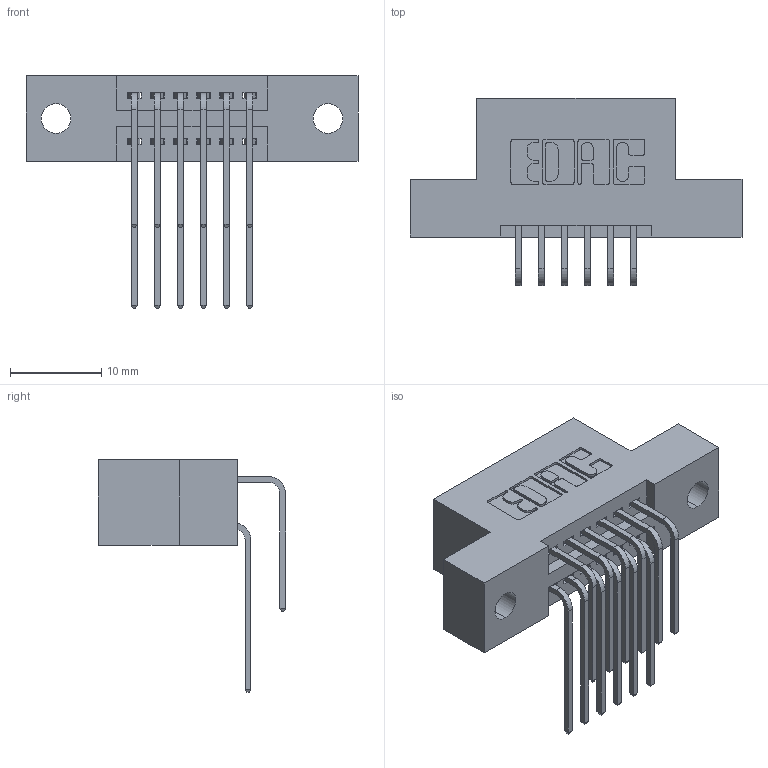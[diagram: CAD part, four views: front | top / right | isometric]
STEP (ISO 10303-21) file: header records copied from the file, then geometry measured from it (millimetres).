
FILE_DESCRIPTION (( 'STEP AP203' ), '1' );
FILE_NAME ('345-012-559-202.STEP', '2019-10-26T17:02:11', ( '' ), ( '' ), 'SwSTEP 2.0', 'SolidWorks 2016', '' );
FILE_SCHEMA (( 'CONFIG_CONTROL_DESIGN' ));
Length unit declared in the file: inch
Products named in the file (4): 345-292-001_559 Tail - 2; 345-292-001_558 559 Tail - 1; 345 Part_Flush Mounting Lugs - 0.128 Dia; 345-012-559-202
Assembly tree (13 placements, depth 2):
  345-012-559-202
    345 Part_Flush Mounting Lugs - 0.128 Dia
    345-292-001_558 559 Tail - 1  x6
    345-292-001_559 Tail - 2  x6
Bounding box: 36.45 x 20.56 x 25.53 mm (x, y, z)
Volume: 3239.1 mm3; surface area: 4143.4 mm2
Topology: 13 solids, 13 shells, 750 faces, 2201 edges, 1450 vertices
Faces by surface type: plane 500, cylinder 250
Entity records: 11209 total; most frequent: CARTESIAN_POINT 1959, ORIENTED_EDGE 1842, DIRECTION 1745, EDGE_CURVE 921, VECTOR 725, LINE 725, VERTEX_POINT 610, AXIS2_PLACEMENT_3D 510
